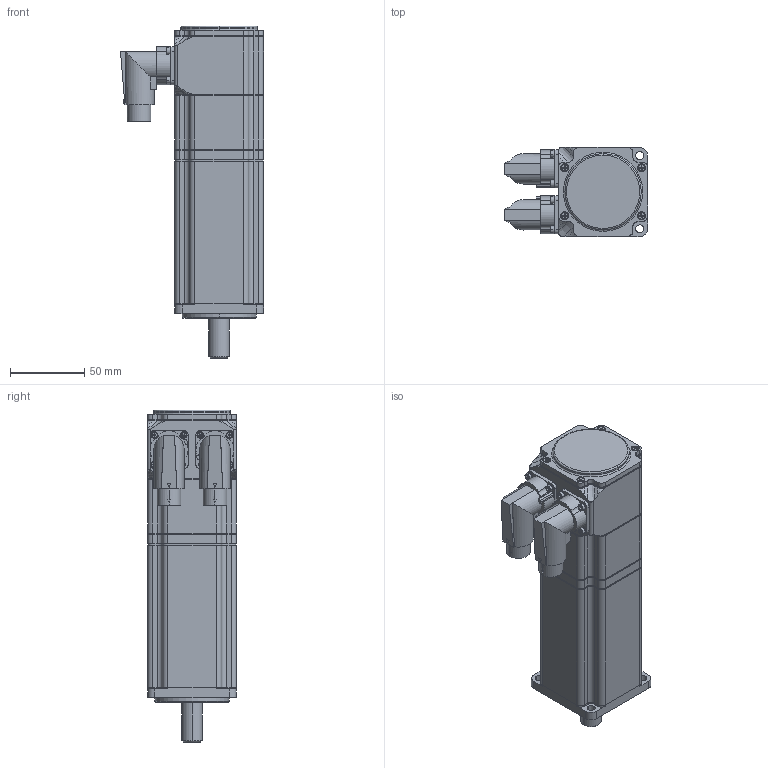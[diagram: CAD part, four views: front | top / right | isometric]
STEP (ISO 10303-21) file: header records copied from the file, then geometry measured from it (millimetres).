
FILE_DESCRIPTION (( 'STEP AP203' ), '1' );
FILE_NAME ('SMH60-403026RBC-1.STEP', '2020-05-09T06:51:40', ( 'admin' ), ( '' ), 'SwSTEP 2.0', 'SolidWorks 2016', '' );
FILE_SCHEMA (( 'CONFIG_CONTROL_DESIGN' ));
Length unit declared in the file: millimetre
Products named in the file (1): SMH60-403026RBC-1
Bounding box: 96.6 x 60 x 224.2 mm (x, y, z)
Surface area: 71163 mm2 (no closed solid volume)
Topology: 0 solids, 54 shells, 799 faces, 2535 edges, 1731 vertices
Faces by surface type: plane 354, cylinder 345, cone 42, torus 24, bspline 20, sphere 14
Entity records: 28196 total; most frequent: CARTESIAN_POINT 5694, DIRECTION 5062, ORIENTED_EDGE 4084, EDGE_CURVE 2474, AXIS2_PLACEMENT_3D 1880, VERTEX_POINT 1704, LINE 1302, VECTOR 1302
